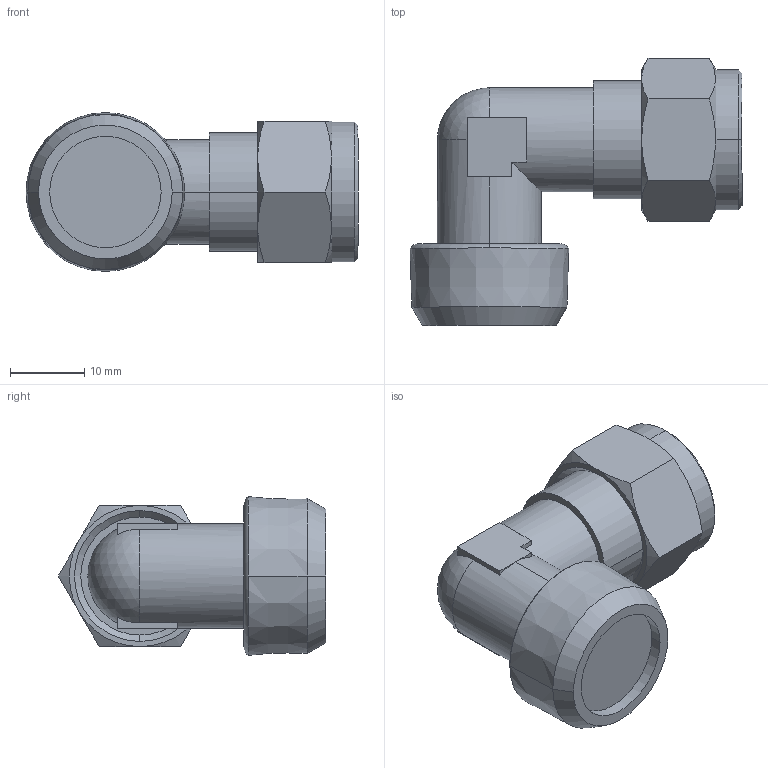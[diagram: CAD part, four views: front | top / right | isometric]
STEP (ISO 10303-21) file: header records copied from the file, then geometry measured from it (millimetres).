
FILE_DESCRIPTION (( 'STEP AP214' ), '1' );
FILE_NAME ('1028000009.step', '2013-02-25T17:13:59', ( '' ), ( '' ), 'SwSTEP 2.0', 'SolidWorks 2012', '' );
FILE_SCHEMA (( 'AUTOMOTIVE_DESIGN' ));
Length unit declared in the file: millimetre
Products named in the file (1): 1028000009
Bounding box: 44.68 x 35.97 x 21.37 mm (x, y, z)
Volume: 12866.8 mm3; surface area: 4199.6 mm2
Topology: 1 solids, 1 shells, 64 faces, 149 edges, 92 vertices
Faces by surface type: plane 31, cone 18, cylinder 12, torus 2, sphere 1
Entity records: 1952 total; most frequent: CARTESIAN_POINT 452, DIRECTION 318, ORIENTED_EDGE 298, EDGE_CURVE 149, AXIS2_PLACEMENT_3D 126, VERTEX_POINT 92, EDGE_LOOP 69, VECTOR 66
